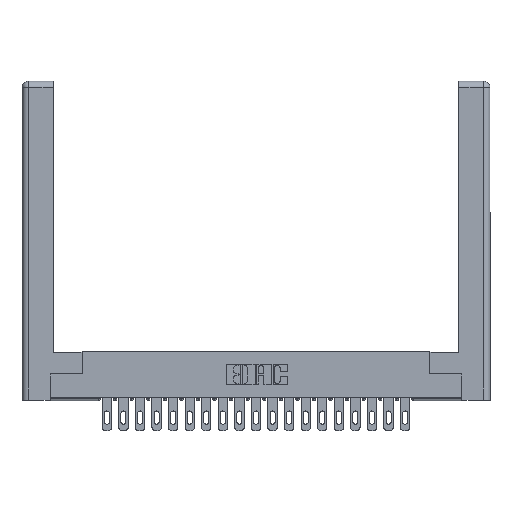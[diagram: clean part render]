
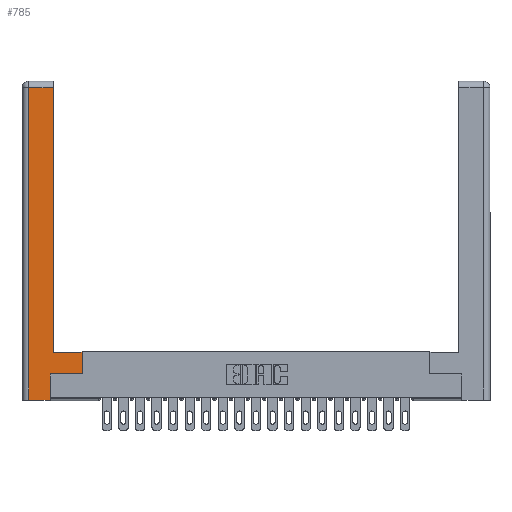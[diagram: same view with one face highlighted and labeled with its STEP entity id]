
A CAD part, top view. The second image highlights one B-rep face of the part: STEP entity #785.
In plain terms, the highlighted planar face has unit normal (0, 0, 1).
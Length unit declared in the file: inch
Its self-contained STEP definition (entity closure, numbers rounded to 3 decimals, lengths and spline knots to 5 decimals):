
#89 = CARTESIAN_POINT ( 'NONE',  ( 0.0615, 0., 0. ) ) ;
#512 = DIRECTION ( 'NONE',  ( 0., 1., 0. ) ) ;
#785 = ADVANCED_FACE ( 'NONE', ( #2282 ), #11112, .F. ) ;
#912 = VERTEX_POINT ( 'NONE', #1104 ) ;
#984 = EDGE_LOOP ( 'NONE', ( #6255, #17530, #16705, #19499, #15361, #1915, #7501, #16993 ) ) ;
#1026 = LINE ( 'NONE', #5854, #9283 ) ;
#1104 = CARTESIAN_POINT ( 'NONE',  ( 0.265, 0., 0. ) ) ;
#1383 = DIRECTION ( 'NONE',  ( 0., 1., 0. ) ) ;
#1915 = ORIENTED_EDGE ( 'NONE', *, *, #5028, .T. ) ;
#2282 = FACE_OUTER_BOUND ( 'NONE', #984, .T. ) ;
#2688 = EDGE_CURVE ( 'NONE', #11248, #5868, #4793, .T. ) ;
#3075 = CARTESIAN_POINT ( 'NONE',  ( 0., 0., 0. ) ) ;
#3106 = CARTESIAN_POINT ( 'NONE',  ( 0.565, 0.245, 0. ) ) ;
#3161 = VECTOR ( 'NONE', #5159, 39.37008 ) ;
#3200 = EDGE_CURVE ( 'NONE', #5868, #5518, #3616, .T. ) ;
#3283 = CARTESIAN_POINT ( 'NONE',  ( 0.565, 0.45, 0. ) ) ;
#3303 = VERTEX_POINT ( 'NONE', #10995 ) ;
#3550 = VECTOR ( 'NONE', #4973, 39.37008 ) ;
#3576 = DIRECTION ( 'NONE',  ( -1., 0., 0. ) ) ;
#3616 = LINE ( 'NONE', #10696, #8635 ) ;
#3907 = EDGE_CURVE ( 'NONE', #11666, #912, #18636, .T. ) ;
#4793 = LINE ( 'NONE', #19762, #19223 ) ;
#4973 = DIRECTION ( 'NONE',  ( 1., 0., 0. ) ) ;
#5028 = EDGE_CURVE ( 'NONE', #3303, #8934, #18016, .T. ) ;
#5159 = DIRECTION ( 'NONE',  ( 0., 1., 0. ) ) ;
#5330 = DIRECTION ( 'NONE',  ( -1., 0., 0. ) ) ;
#5518 = VERTEX_POINT ( 'NONE', #6243 ) ;
#5854 = CARTESIAN_POINT ( 'NONE',  ( 0.0615, 0., 0. ) ) ;
#5868 = VERTEX_POINT ( 'NONE', #7245 ) ;
#5944 = LINE ( 'NONE', #15203, #19751 ) ;
#6243 = CARTESIAN_POINT ( 'NONE',  ( 0.295, 2.94, 0. ) ) ;
#6255 = ORIENTED_EDGE ( 'NONE', *, *, #3200, .T. ) ;
#6282 = AXIS2_PLACEMENT_3D ( 'NONE', #3075, #8375, #8107 ) ;
#7245 = CARTESIAN_POINT ( 'NONE',  ( 0.295, 0.45, 0. ) ) ;
#7501 = ORIENTED_EDGE ( 'NONE', *, *, #22761, .T. ) ;
#7800 = CARTESIAN_POINT ( 'NONE',  ( 0.565, 0.245, 0. ) ) ;
#8107 = DIRECTION ( 'NONE',  ( -1., 0., 0. ) ) ;
#8375 = DIRECTION ( 'NONE',  ( 0., 0., -1. ) ) ;
#8635 = VECTOR ( 'NONE', #1383, 39.37008 ) ;
#8934 = VERTEX_POINT ( 'NONE', #7800 ) ;
#9283 = VECTOR ( 'NONE', #14931, 39.37008 ) ;
#9817 = VECTOR ( 'NONE', #21469, 39.37008 ) ;
#10696 = CARTESIAN_POINT ( 'NONE',  ( 0.295, 3., 0. ) ) ;
#10896 = CARTESIAN_POINT ( 'NONE',  ( 0.265, 0., 0. ) ) ;
#10995 = CARTESIAN_POINT ( 'NONE',  ( 0.265, 0.245, 0. ) ) ;
#11112 = PLANE ( 'NONE',  #6282 ) ;
#11248 = VERTEX_POINT ( 'NONE', #16524 ) ;
#11666 = VERTEX_POINT ( 'NONE', #89 ) ;
#12418 = LINE ( 'NONE', #3283, #3161 ) ;
#14039 = EDGE_CURVE ( 'NONE', #14180, #11666, #1026, .T. ) ;
#14180 = VERTEX_POINT ( 'NONE', #21699 ) ;
#14449 = CARTESIAN_POINT ( 'NONE',  ( 0.0615, 2.94, 0. ) ) ;
#14931 = DIRECTION ( 'NONE',  ( 0., -1., 0. ) ) ;
#15203 = CARTESIAN_POINT ( 'NONE',  ( 0.265, 0.245, 0. ) ) ;
#15361 = ORIENTED_EDGE ( 'NONE', *, *, #19824, .T. ) ;
#16524 = CARTESIAN_POINT ( 'NONE',  ( 0.565, 0.45, 0. ) ) ;
#16705 = ORIENTED_EDGE ( 'NONE', *, *, #14039, .T. ) ;
#16860 = VECTOR ( 'NONE', #3576, 39.37008 ) ;
#16993 = ORIENTED_EDGE ( 'NONE', *, *, #2688, .T. ) ;
#17278 = EDGE_CURVE ( 'NONE', #5518, #14180, #21588, .T. ) ;
#17530 = ORIENTED_EDGE ( 'NONE', *, *, #17278, .T. ) ;
#18016 = LINE ( 'NONE', #3106, #3550 ) ;
#18636 = LINE ( 'NONE', #10896, #9817 ) ;
#19223 = VECTOR ( 'NONE', #5330, 39.37008 ) ;
#19499 = ORIENTED_EDGE ( 'NONE', *, *, #3907, .T. ) ;
#19751 = VECTOR ( 'NONE', #512, 39.37008 ) ;
#19762 = CARTESIAN_POINT ( 'NONE',  ( 0.295, 0.45, 0. ) ) ;
#19824 = EDGE_CURVE ( 'NONE', #912, #3303, #5944, .T. ) ;
#21469 = DIRECTION ( 'NONE',  ( 1., 0., 0. ) ) ;
#21588 = LINE ( 'NONE', #14449, #16860 ) ;
#21699 = CARTESIAN_POINT ( 'NONE',  ( 0.0615, 2.94, 0. ) ) ;
#22761 = EDGE_CURVE ( 'NONE', #8934, #11248, #12418, .T. ) ;
